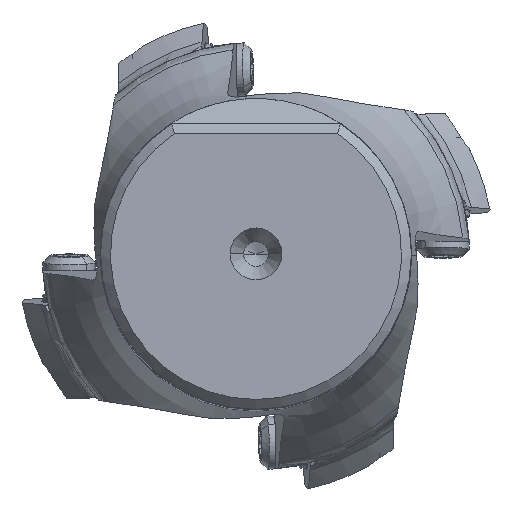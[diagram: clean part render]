
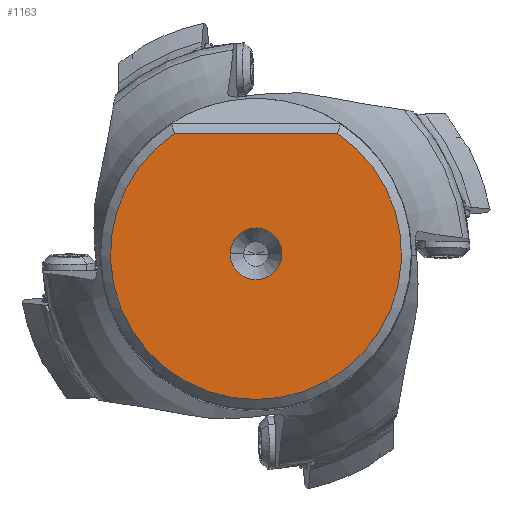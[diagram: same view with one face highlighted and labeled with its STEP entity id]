
A CAD part, top view. The second image highlights one B-rep face of the part: STEP entity #1163.
In plain terms, the highlighted planar face has unit normal (0, 0, 1).
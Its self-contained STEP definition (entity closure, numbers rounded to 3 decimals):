
#1163=ADVANCED_FACE('',(#1412,#1413),#1365,.T.);
#1365=PLANE('',#7140);
#1412=FACE_BOUND('',#1631,.T.);
#1413=FACE_BOUND('',#1632,.T.);
#1631=EDGE_LOOP('',(#3932,#3933,#3934));
#1632=EDGE_LOOP('',(#3935,#3936));
#2025=CIRCLE('',#7134,14.84);
#2026=CIRCLE('',#7135,14.84);
#2027=CIRCLE('',#7138,2.65);
#2028=CIRCLE('',#7139,2.65);
#2347=LINE('',#12920,#2602);
#2602=VECTOR('',#8619,1.);
#3932=ORIENTED_EDGE('',*,*,#6094,.T.);
#3933=ORIENTED_EDGE('',*,*,#6092,.F.);
#3934=ORIENTED_EDGE('',*,*,#6091,.F.);
#3935=ORIENTED_EDGE('',*,*,#6095,.F.);
#3936=ORIENTED_EDGE('',*,*,#6096,.F.);
#5204=VERTEX_POINT('',#12908);
#5205=VERTEX_POINT('',#12910);
#5206=VERTEX_POINT('',#12912);
#5207=VERTEX_POINT('',#12923);
#5208=VERTEX_POINT('',#12924);
#6091=EDGE_CURVE('',#5204,#5205,#2025,.T.);
#6092=EDGE_CURVE('',#5205,#5206,#2026,.T.);
#6094=EDGE_CURVE('',#5204,#5206,#2347,.T.);
#6095=EDGE_CURVE('',#5207,#5208,#2027,.T.);
#6096=EDGE_CURVE('',#5208,#5207,#2028,.T.);
#7134=AXIS2_PLACEMENT_3D('',#12909,#8613,#8614);
#7135=AXIS2_PLACEMENT_3D('',#12911,#8615,#8616);
#7138=AXIS2_PLACEMENT_3D('',#12922,#8622,#8623);
#7139=AXIS2_PLACEMENT_3D('',#12925,#8624,#8625);
#7140=AXIS2_PLACEMENT_3D('',#12926,#8626,#8627);
#8613=DIRECTION('',(0.,0.,-1.));
#8614=DIRECTION('',(0.561,0.828,0.));
#8615=DIRECTION('',(0.,0.,-1.));
#8616=DIRECTION('',(0.,-1.,0.));
#8619=DIRECTION('',(-1.,0.,0.));
#8622=DIRECTION('',(0.,0.,1.));
#8623=DIRECTION('',(-1.,0.,0.));
#8624=DIRECTION('',(0.,0.,1.));
#8625=DIRECTION('',(1.,0.,0.));
#8626=DIRECTION('',(0.,0.,1.));
#8627=DIRECTION('',(-1.,0.,0.));
#12908=CARTESIAN_POINT('',(8.325,12.285,0.));
#12909=CARTESIAN_POINT('',(0.,0.,0.));
#12910=CARTESIAN_POINT('',(0.,-14.84,0.));
#12911=CARTESIAN_POINT('',(0.,0.,0.));
#12912=CARTESIAN_POINT('',(-8.325,12.285,0.));
#12920=CARTESIAN_POINT('',(8.325,12.285,0.));
#12922=CARTESIAN_POINT('',(0.,0.,0.));
#12923=CARTESIAN_POINT('',(-2.65,0.,0.));
#12924=CARTESIAN_POINT('',(2.65,0.,0.));
#12925=CARTESIAN_POINT('',(0.,0.,0.));
#12926=CARTESIAN_POINT('',(0.,-1.277,0.));
